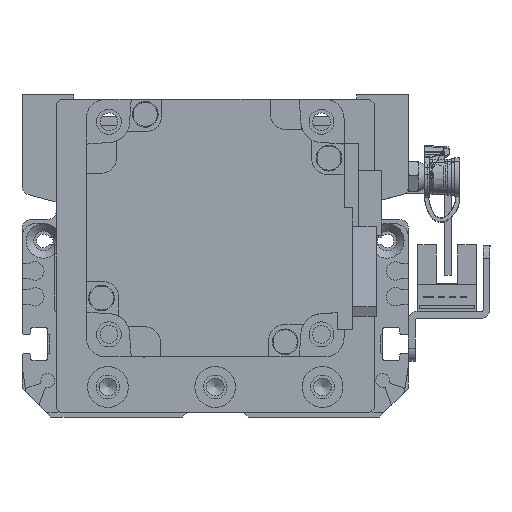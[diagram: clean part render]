
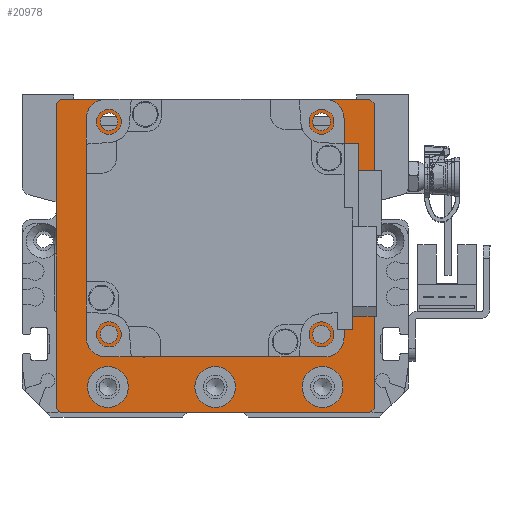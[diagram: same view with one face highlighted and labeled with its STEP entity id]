
A CAD part, left-side view. The second image highlights one B-rep face of the part: STEP entity #20978.
In plain terms, the highlighted face is planar.
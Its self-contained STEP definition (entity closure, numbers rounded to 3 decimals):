
#716=FACE_BOUND('',#3895,.T.);
#717=FACE_BOUND('',#3896,.T.);
#718=FACE_BOUND('',#3897,.T.);
#719=FACE_BOUND('',#3898,.T.);
#720=FACE_BOUND('',#3899,.T.);
#721=FACE_BOUND('',#3900,.T.);
#722=FACE_BOUND('',#3901,.T.);
#723=FACE_BOUND('',#3902,.T.);
#1131=PLANE('',#23215);
#2522=FACE_OUTER_BOUND('',#3894,.T.);
#3894=EDGE_LOOP('',(#17578,#17579,#17580,#17581,#17582,#17583,#17584,#17585));
#3895=EDGE_LOOP('',(#17586));
#3896=EDGE_LOOP('',(#17587));
#3897=EDGE_LOOP('',(#17588));
#3898=EDGE_LOOP('',(#17589));
#3899=EDGE_LOOP('',(#17590));
#3900=EDGE_LOOP('',(#17591));
#3901=EDGE_LOOP('',(#17592));
#3902=EDGE_LOOP('',(#17593));
#5523=LINE('',#34493,#7281);
#5529=LINE('',#34504,#7287);
#5536=LINE('',#34539,#7294);
#5539=LINE('',#34544,#7297);
#5545=LINE('',#34565,#7303);
#5548=LINE('',#34570,#7306);
#5549=LINE('',#34573,#7307);
#5557=LINE('',#34612,#7315);
#7281=VECTOR('',#27638,10.);
#7287=VECTOR('',#27646,10.);
#7294=VECTOR('',#27677,10.);
#7297=VECTOR('',#27682,10.);
#7303=VECTOR('',#27706,10.);
#7306=VECTOR('',#27711,10.);
#7307=VECTOR('',#27714,10.);
#7315=VECTOR('',#27764,10.);
#8694=CIRCLE('',#23184,4.75);
#8697=CIRCLE('',#23190,4.75);
#8700=CIRCLE('',#23196,4.75);
#8702=CIRCLE('',#23202,2.067);
#8703=CIRCLE('',#23204,2.067);
#8704=CIRCLE('',#23206,2.067);
#8705=CIRCLE('',#23208,2.067);
#8708=CIRCLE('',#23213,25.);
#10267=VERTEX_POINT('',#34491);
#10268=VERTEX_POINT('',#34492);
#10272=VERTEX_POINT('',#34502);
#10288=VERTEX_POINT('',#34538);
#10289=VERTEX_POINT('',#34542);
#10295=VERTEX_POINT('',#34564);
#10296=VERTEX_POINT('',#34568);
#10297=VERTEX_POINT('',#34572);
#10300=VERTEX_POINT('',#34581);
#10303=VERTEX_POINT('',#34592);
#10306=VERTEX_POINT('',#34603);
#10308=VERTEX_POINT('',#34614);
#10309=VERTEX_POINT('',#34618);
#10310=VERTEX_POINT('',#34622);
#10311=VERTEX_POINT('',#34626);
#10314=VERTEX_POINT('',#34635);
#12813=EDGE_CURVE('',#10267,#10268,#5523,.T.);
#12819=EDGE_CURVE('',#10267,#10272,#5529,.T.);
#12836=EDGE_CURVE('',#10288,#10272,#5536,.T.);
#12839=EDGE_CURVE('',#10288,#10289,#5539,.T.);
#12848=EDGE_CURVE('',#10295,#10289,#5545,.T.);
#12851=EDGE_CURVE('',#10295,#10296,#5548,.T.);
#12852=EDGE_CURVE('',#10297,#10296,#5549,.T.);
#12856=EDGE_CURVE('',#10300,#10300,#8694,.T.);
#12861=EDGE_CURVE('',#10303,#10303,#8697,.T.);
#12866=EDGE_CURVE('',#10306,#10306,#8700,.T.);
#12870=EDGE_CURVE('',#10297,#10268,#5557,.T.);
#12871=EDGE_CURVE('',#10308,#10308,#8702,.T.);
#12873=EDGE_CURVE('',#10309,#10309,#8703,.T.);
#12875=EDGE_CURVE('',#10310,#10310,#8704,.T.);
#12877=EDGE_CURVE('',#10311,#10311,#8705,.T.);
#12881=EDGE_CURVE('',#10314,#10314,#8708,.T.);
#17578=ORIENTED_EDGE('',*,*,#12813,.F.);
#17579=ORIENTED_EDGE('',*,*,#12819,.T.);
#17580=ORIENTED_EDGE('',*,*,#12836,.F.);
#17581=ORIENTED_EDGE('',*,*,#12839,.T.);
#17582=ORIENTED_EDGE('',*,*,#12848,.F.);
#17583=ORIENTED_EDGE('',*,*,#12851,.T.);
#17584=ORIENTED_EDGE('',*,*,#12852,.F.);
#17585=ORIENTED_EDGE('',*,*,#12870,.T.);
#17586=ORIENTED_EDGE('',*,*,#12856,.T.);
#17587=ORIENTED_EDGE('',*,*,#12861,.T.);
#17588=ORIENTED_EDGE('',*,*,#12866,.T.);
#17589=ORIENTED_EDGE('',*,*,#12871,.T.);
#17590=ORIENTED_EDGE('',*,*,#12873,.T.);
#17591=ORIENTED_EDGE('',*,*,#12875,.T.);
#17592=ORIENTED_EDGE('',*,*,#12877,.T.);
#17593=ORIENTED_EDGE('',*,*,#12881,.T.);
#20978=ADVANCED_FACE('',(#2522,#716,#717,#718,#719,#720,#721,#722,#723),
#1131,.T.);
#23184=AXIS2_PLACEMENT_3D('',#34582,#27724,#27725);
#23190=AXIS2_PLACEMENT_3D('',#34593,#27738,#27739);
#23196=AXIS2_PLACEMENT_3D('',#34604,#27752,#27753);
#23202=AXIS2_PLACEMENT_3D('',#34615,#27767,#27768);
#23204=AXIS2_PLACEMENT_3D('',#34619,#27772,#27773);
#23206=AXIS2_PLACEMENT_3D('',#34623,#27777,#27778);
#23208=AXIS2_PLACEMENT_3D('',#34627,#27782,#27783);
#23213=AXIS2_PLACEMENT_3D('',#34636,#27793,#27794);
#23215=AXIS2_PLACEMENT_3D('',#34640,#27799,#27800);
#27638=DIRECTION('',(0.707,-0.707,0.));
#27646=DIRECTION('',(-1.,0.,0.));
#27677=DIRECTION('',(0.707,0.707,0.));
#27682=DIRECTION('',(0.,-1.,0.));
#27706=DIRECTION('',(-0.707,0.707,0.));
#27711=DIRECTION('',(1.,0.,0.));
#27714=DIRECTION('',(-0.707,-0.707,0.));
#27724=DIRECTION('center_axis',(0.,0.,-1.));
#27725=DIRECTION('ref_axis',(1.,0.,0.));
#27738=DIRECTION('center_axis',(0.,0.,-1.));
#27739=DIRECTION('ref_axis',(1.,0.,0.));
#27752=DIRECTION('center_axis',(0.,0.,-1.));
#27753=DIRECTION('ref_axis',(1.,0.,0.));
#27764=DIRECTION('',(0.,1.,0.));
#27767=DIRECTION('center_axis',(0.,0.,-1.));
#27768=DIRECTION('ref_axis',(1.,0.,0.));
#27772=DIRECTION('center_axis',(0.,0.,-1.));
#27773=DIRECTION('ref_axis',(1.,0.,0.));
#27777=DIRECTION('center_axis',(0.,0.,-1.));
#27778=DIRECTION('ref_axis',(1.,0.,0.));
#27782=DIRECTION('center_axis',(0.,0.,-1.));
#27783=DIRECTION('ref_axis',(1.,0.,0.));
#27793=DIRECTION('center_axis',(0.,0.,-1.));
#27794=DIRECTION('ref_axis',(1.,0.,0.));
#27799=DIRECTION('center_axis',(0.,0.,1.));
#27800=DIRECTION('ref_axis',(1.,0.,0.));
#34491=CARTESIAN_POINT('',(36.,37.5,59.));
#34492=CARTESIAN_POINT('',(37.,36.5,59.));
#34493=CARTESIAN_POINT('',(36.625,36.875,59.));
#34502=CARTESIAN_POINT('',(-36.,37.5,59.));
#34504=CARTESIAN_POINT('',(37.,37.5,59.));
#34538=CARTESIAN_POINT('',(-37.,36.5,59.));
#34539=CARTESIAN_POINT('',(-36.625,36.875,59.));
#34542=CARTESIAN_POINT('',(-37.,-34.5,59.));
#34544=CARTESIAN_POINT('',(-37.,35.5,59.));
#34564=CARTESIAN_POINT('',(-36.,-35.5,59.));
#34565=CARTESIAN_POINT('',(-36.125,-35.375,59.));
#34568=CARTESIAN_POINT('',(36.,-35.5,59.));
#34570=CARTESIAN_POINT('',(-37.,-35.5,59.));
#34572=CARTESIAN_POINT('',(37.,-34.5,59.));
#34573=CARTESIAN_POINT('',(36.125,-35.375,59.));
#34581=CARTESIAN_POINT('',(-29.75,-29.5,59.));
#34582=CARTESIAN_POINT('Origin',(-25.,-29.5,59.));
#34592=CARTESIAN_POINT('',(-4.75,-29.5,59.));
#34593=CARTESIAN_POINT('Origin',(0.,-29.5,59.));
#34603=CARTESIAN_POINT('',(20.25,-29.5,59.));
#34604=CARTESIAN_POINT('Origin',(25.,-29.5,59.));
#34612=CARTESIAN_POINT('',(37.,-35.5,59.));
#34614=CARTESIAN_POINT('',(-26.816,-17.249,59.));
#34615=CARTESIAN_POINT('Origin',(-24.749,-17.249,59.));
#34618=CARTESIAN_POINT('',(-26.816,32.249,59.));
#34619=CARTESIAN_POINT('Origin',(-24.749,32.249,59.));
#34622=CARTESIAN_POINT('',(22.682,32.249,59.));
#34623=CARTESIAN_POINT('Origin',(24.749,32.249,59.));
#34626=CARTESIAN_POINT('',(22.682,-17.249,59.));
#34627=CARTESIAN_POINT('Origin',(24.749,-17.249,59.));
#34635=CARTESIAN_POINT('',(-25.,7.5,59.));
#34636=CARTESIAN_POINT('Origin',(0.,7.5,59.));
#34640=CARTESIAN_POINT('Origin',(0.,0.,
59.));
